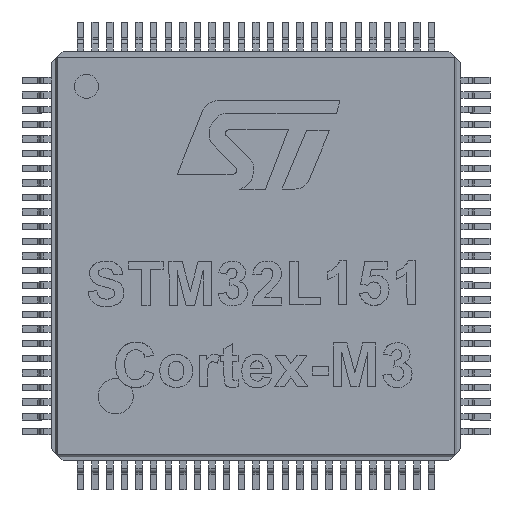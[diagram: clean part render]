
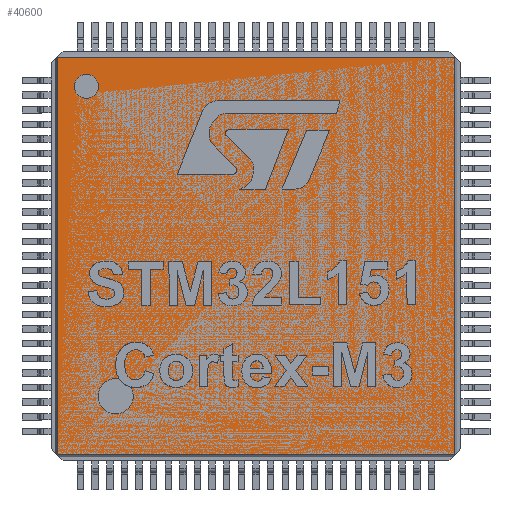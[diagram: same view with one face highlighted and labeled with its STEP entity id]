
A CAD part, top view. The second image highlights one B-rep face of the part: STEP entity #40600.
In plain terms, the highlighted planar face has unit normal (0, 0, 1).
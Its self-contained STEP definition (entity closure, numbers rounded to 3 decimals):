
#620=FACE_BOUND('',#7044,.T.);
#621=FACE_BOUND('',#7045,.T.);
#1713=CIRCLE('',#44371,0.412);
#1717=CIRCLE('',#44379,0.6);
#4369=FACE_OUTER_BOUND('',#7043,.T.);
#7043=EDGE_LOOP('',(#33929,#33930,#33931,#33932));
#7044=EDGE_LOOP('',(#33933));
#7045=EDGE_LOOP('',(#33934));
#11126=LINE('',#64876,#15529);
#11127=LINE('',#64878,#15530);
#11128=LINE('',#64880,#15531);
#11129=LINE('',#64881,#15532);
#15529=VECTOR('',#54359,1.);
#15530=VECTOR('',#54360,1.);
#15531=VECTOR('',#54361,1.);
#15532=VECTOR('',#54362,1.);
#18730=VERTEX_POINT('',#64860);
#18734=VERTEX_POINT('',#64874);
#18735=VERTEX_POINT('',#64875);
#18736=VERTEX_POINT('',#64877);
#18737=VERTEX_POINT('',#64879);
#18738=VERTEX_POINT('',#64882);
#23918=EDGE_CURVE('',#18730,#18730,#1713,.T.);
#23924=EDGE_CURVE('',#18734,#18735,#11126,.T.);
#23925=EDGE_CURVE('',#18736,#18734,#11127,.T.);
#23926=EDGE_CURVE('',#18736,#18737,#11128,.T.);
#23927=EDGE_CURVE('',#18737,#18735,#11129,.T.);
#23928=EDGE_CURVE('',#18738,#18738,#1717,.T.);
#33929=ORIENTED_EDGE('',*,*,#23924,.F.);
#33930=ORIENTED_EDGE('',*,*,#23925,.F.);
#33931=ORIENTED_EDGE('',*,*,#23926,.T.);
#33932=ORIENTED_EDGE('',*,*,#23927,.T.);
#33933=ORIENTED_EDGE('',*,*,#23918,.T.);
#33934=ORIENTED_EDGE('',*,*,#23928,.F.);
#38123=PLANE('',#44378);
#40600=ADVANCED_FACE('',(#4369,#620,#621),#38123,.F.);
#44371=AXIS2_PLACEMENT_3D('',#64861,#54341,#54342);
#44378=AXIS2_PLACEMENT_3D('',#64873,#54357,#54358);
#44379=AXIS2_PLACEMENT_3D('',#64883,#54363,#54364);
#54341=DIRECTION('center_axis',(0.,0.,-1.));
#54342=DIRECTION('ref_axis',(-1.,0.,0.));
#54357=DIRECTION('center_axis',(0.,0.,-1.));
#54358=DIRECTION('ref_axis',(-1.,0.,0.));
#54359=DIRECTION('',(0.,1.,0.));
#54360=DIRECTION('',(-1.,0.,0.));
#54361=DIRECTION('',(0.,1.,0.));
#54362=DIRECTION('',(-1.,0.,0.));
#54363=DIRECTION('center_axis',(0.,0.,1.));
#54364=DIRECTION('ref_axis',(1.,0.,0.));
#64860=CARTESIAN_POINT('',(-5.388,5.8,1.6));
#64861=CARTESIAN_POINT('Origin',(-5.8,5.8,1.6));
#64873=CARTESIAN_POINT('Origin',(0.,0.,1.6));
#64874=CARTESIAN_POINT('',(-6.8,-6.8,1.6));
#64875=CARTESIAN_POINT('',(-6.8,6.8,1.6));
#64876=CARTESIAN_POINT('',(-6.8,-7.,1.6));
#64877=CARTESIAN_POINT('',(6.8,-6.8,1.6));
#64878=CARTESIAN_POINT('',(7.,-6.8,1.6));
#64879=CARTESIAN_POINT('',(6.8,6.8,1.6));
#64880=CARTESIAN_POINT('',(6.8,-7.,1.6));
#64881=CARTESIAN_POINT('',(7.,6.8,1.6));
#64882=CARTESIAN_POINT('',(-5.4,-4.8,1.6));
#64883=CARTESIAN_POINT('Origin',(-4.8,-4.8,1.6));
